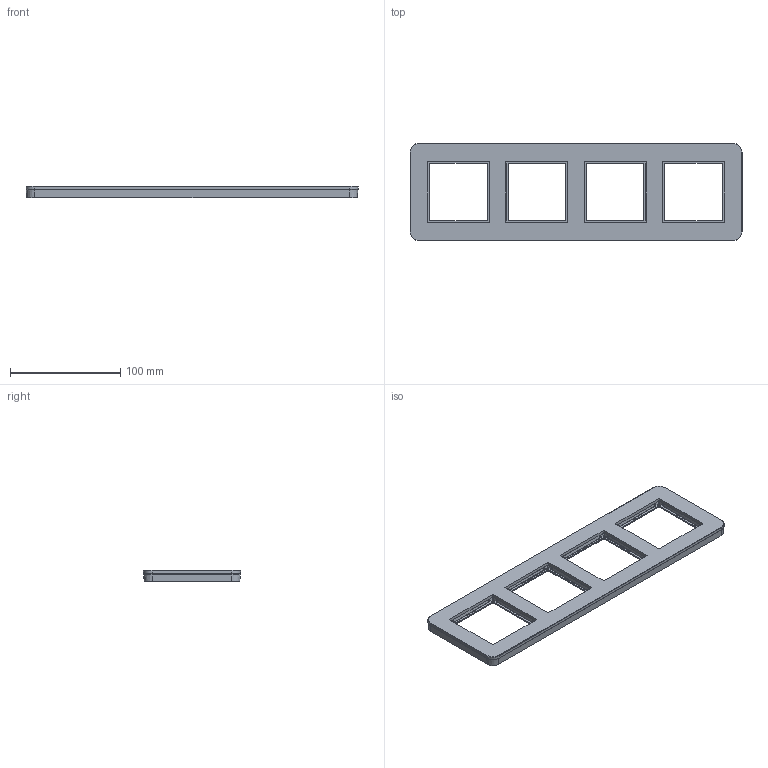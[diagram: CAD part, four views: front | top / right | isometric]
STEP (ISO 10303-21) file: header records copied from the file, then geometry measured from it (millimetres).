
FILE_DESCRIPTION((''),'2;1');
FILE_NAME('WAD9400GBM_ASM','2025-02-24T13:43:50',('andolfs'),(''),'CREO PARAMETRIC BY PTC INC, 2023154','CREO PARAMETRIC BY PTC INC, 2023154','');
FILE_SCHEMA(('CONFIG_CONTROL_DESIGN','SHAPE_APPEARANCE_LAYERS_GROUPS'));
Products named in the file (8): W4G0214_18; W4H0010_18; W1A2407_86; W1A2412_GP; 9204676000_KLEBEPAD; 9204677000_KLEBEPAD; W2A0579_00_ASM; WAD9400GBM_ASM
Assembly tree (9 placements, depth 3):
  WAD9400GBM_ASM
    W4G0214_18
    W2A0579_00_ASM
      W4H0010_18
      W1A2407_86
      W1A2412_GP
      9204676000_KLEBEPAD
      9204677000_KLEBEPAD  x3
Bounding box: 301 x 88 x 10 mm (x, y, z)
Volume: 78755.2 mm3; surface area: 92853.2 mm2
Topology: 6 solids, 6 shells, 2736 faces, 7166 edges, 4556 vertices
Faces by surface type: plane 950, extrusion 806, cylinder 384, bspline 272, cone 128, torus 116, sphere 64, revolution 16
Entity records: 157051 total; most frequent: CARTESIAN_POINT 52658, ORIENTED_EDGE 14140, PRESENTATION_STYLE_ASSIGNMENT 10462, STYLED_ITEM 10462, DIRECTION 10224, CURVE_STYLE 7796, EDGE_CURVE 7070, VERTEX_POINT 4492
